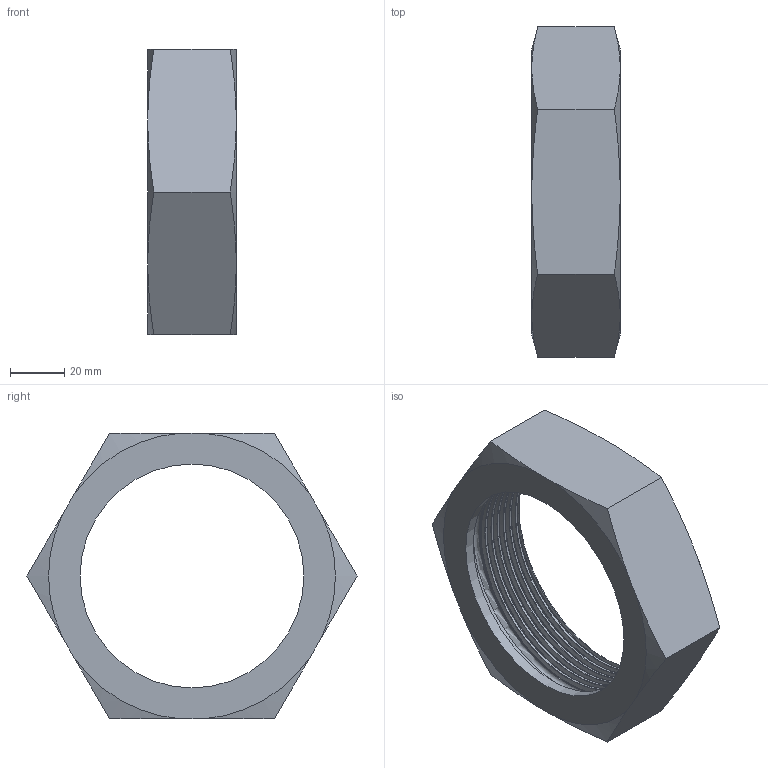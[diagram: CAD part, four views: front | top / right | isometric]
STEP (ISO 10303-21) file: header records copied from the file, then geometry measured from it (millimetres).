
FILE_DESCRIPTION(/* description */ (''),/* implementation_level */ '2;1');
FILE_NAME(/* name */ '13H-3.stp',/* time_stamp */ '2022-12-27T10:59:38-05:00',/* author */ ('ken'),/* organization */ (''),/* preprocessor_version */ 'ST-DEVELOPER v18.1',/* originating_system */ 'Autodesk Inventor 2020',/* authorisation */ '');
FILE_SCHEMA (('AUTOMOTIVE_DESIGN { 1 0 10303 214 3 1 1 }'));
Length unit declared in the file: inch
Products named in the file (1): 13H-3
Bounding box: 32.54 x 121.95 x 105.61 mm (x, y, z)
Volume: 106993.7 mm3; surface area: 34567.5 mm2
Topology: 1 solids, 1 shells, 51 faces, 148 edges, 100 vertices
Faces by surface type: cylinder 19, cone 14, plane 10, bspline 6, torus 2
Full cylindrical faces by diameter (mm): 82.702 x1, 88.392 x6, 92.075 x7, 92.583 x1
Entity records: 6001 total; most frequent: CARTESIAN_POINT 4756, ORIENTED_EDGE 296, DIRECTION 201, EDGE_CURVE 148, VERTEX_POINT 100, AXIS2_PLACEMENT_3D 82, EDGE_LOOP 54, FACE_OUTER_BOUND 51
